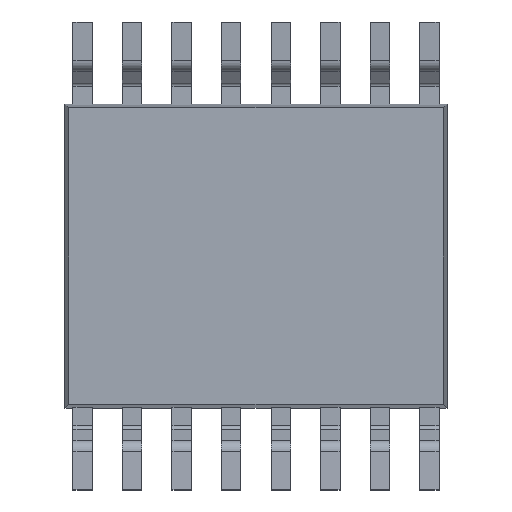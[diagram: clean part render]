
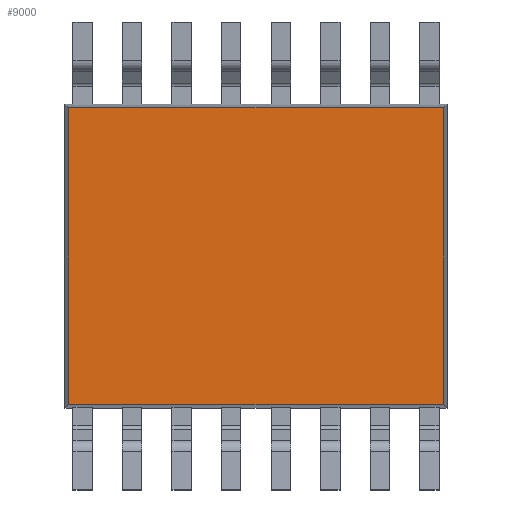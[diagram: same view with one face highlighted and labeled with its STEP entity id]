
A CAD part, top view. The second image highlights one B-rep face of the part: STEP entity #9000.
In plain terms, the highlighted planar face has unit normal (0, 0, 1).
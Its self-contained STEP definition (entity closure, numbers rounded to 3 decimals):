
#4437=DIRECTION('',(0.,1.,0.));
#4438=VECTOR('',#4437,3.8);
#4439=CARTESIAN_POINT('',(2.4,-1.9,-0.1));
#4440=LINE('',#4439,#4438);
#4444=DIRECTION('',(1.,0.,0.));
#4445=VECTOR('',#4444,4.8);
#4446=CARTESIAN_POINT('',(-2.4,-1.9,-0.1));
#4447=LINE('',#4446,#4445);
#4451=DIRECTION('',(0.,-1.,0.));
#4452=VECTOR('',#4451,3.8);
#4453=CARTESIAN_POINT('',(-2.4,1.9,-0.1));
#4454=LINE('',#4453,#4452);
#4458=DIRECTION('',(-1.,0.,0.));
#4459=VECTOR('',#4458,4.8);
#4460=CARTESIAN_POINT('',(2.4,1.9,-0.1));
#4461=LINE('',#4460,#4459);
#4535=CARTESIAN_POINT('',(2.4,-1.9,-0.1));
#4536=CARTESIAN_POINT('',(2.4,1.9,-0.1));
#4537=VERTEX_POINT('',#4535);
#4538=VERTEX_POINT('',#4536);
#4539=CARTESIAN_POINT('',(-2.4,1.9,-0.1));
#4540=VERTEX_POINT('',#4539);
#4541=CARTESIAN_POINT('',(-2.4,-1.9,-0.1));
#4542=VERTEX_POINT('',#4541);
#8988=CARTESIAN_POINT('',(0.,0.,-0.1));
#8989=DIRECTION('',(0.,0.,1.));
#8990=DIRECTION('',(0.,1.,0.));
#8991=AXIS2_PLACEMENT_3D('',#8988,#8989,#8990);
#8992=PLANE('',#8991);
#8993=ORIENTED_EDGE('',*,*,#8967,.F.);
#8994=ORIENTED_EDGE('',*,*,#5563,.F.);
#8996=ORIENTED_EDGE('',*,*,#8995,.F.);
#8997=ORIENTED_EDGE('',*,*,#6223,.F.);
#8998=EDGE_LOOP('',(#8993,#8994,#8996,#8997));
#8999=FACE_OUTER_BOUND('',#8998,.F.);
#9000=ADVANCED_FACE('',(#8999),#8992,.T.);
#5563=EDGE_CURVE('',#4542,#4537,#4447,.T.);
#6223=EDGE_CURVE('',#4538,#4540,#4461,.T.);
#8967=EDGE_CURVE('',#4537,#4538,#4440,.T.);
#8995=EDGE_CURVE('',#4540,#4542,#4454,.T.);
